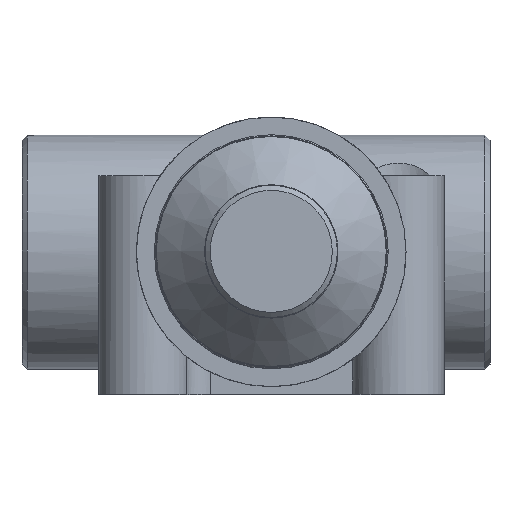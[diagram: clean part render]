
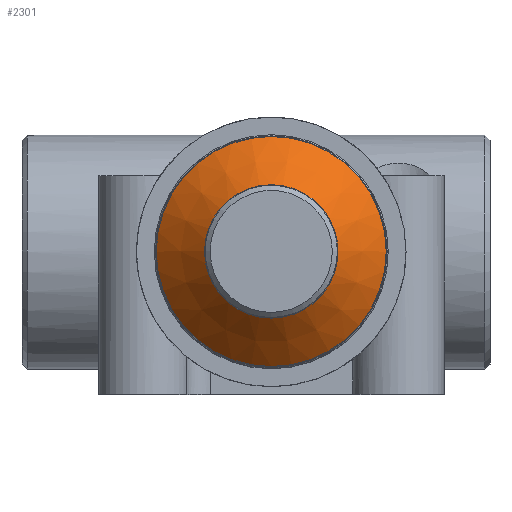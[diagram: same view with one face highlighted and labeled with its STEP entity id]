
A CAD part, top view. The second image highlights one B-rep face of the part: STEP entity #2301.
In plain terms, the highlighted conical face has half-angle 45 degrees and reference radius 17.862 mm.
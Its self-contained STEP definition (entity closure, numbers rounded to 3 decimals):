
#333=FACE_OUTER_BOUND('',#476,.T.);
#476=EDGE_LOOP('',(#1827,#1828,#1829,#1830,#1831,#1832));
#648=LINE('',#3907,#790);
#790=VECTOR('',#2929,17.862);
#899=CIRCLE('',#2490,13.117);
#900=CIRCLE('',#2491,13.117);
#901=CIRCLE('',#2493,22.608);
#902=CIRCLE('',#2494,22.608);
#1104=VERTEX_POINT('',#3897);
#1105=VERTEX_POINT('',#3899);
#1106=VERTEX_POINT('',#3903);
#1107=VERTEX_POINT('',#3904);
#1372=EDGE_CURVE('',#1105,#1104,#899,.T.);
#1373=EDGE_CURVE('',#1104,#1105,#900,.T.);
#1374=EDGE_CURVE('',#1106,#1107,#901,.T.);
#1375=EDGE_CURVE('',#1107,#1106,#902,.T.);
#1376=EDGE_CURVE('',#1107,#1104,#648,.T.);
#1827=ORIENTED_EDGE('',*,*,#1374,.F.);
#1828=ORIENTED_EDGE('',*,*,#1375,.F.);
#1829=ORIENTED_EDGE('',*,*,#1376,.T.);
#1830=ORIENTED_EDGE('',*,*,#1373,.T.);
#1831=ORIENTED_EDGE('',*,*,#1372,.T.);
#1832=ORIENTED_EDGE('',*,*,#1376,.F.);
#2234=CONICAL_SURFACE('',#2492,17.862,0.785);
#2301=ADVANCED_FACE('',(#333),#2234,.T.);
#2490=AXIS2_PLACEMENT_3D('',#3900,#2919,#2920);
#2491=AXIS2_PLACEMENT_3D('',#3901,#2921,#2922);
#2492=AXIS2_PLACEMENT_3D('',#3902,#2923,#2924);
#2493=AXIS2_PLACEMENT_3D('',#3905,#2925,#2926);
#2494=AXIS2_PLACEMENT_3D('',#3906,#2927,#2928);
#2919=DIRECTION('center_axis',(0.,0.,-1.));
#2920=DIRECTION('ref_axis',(1.,0.,0.));
#2921=DIRECTION('center_axis',(0.,0.,-1.));
#2922=DIRECTION('ref_axis',(1.,0.,0.));
#2923=DIRECTION('center_axis',(0.,0.,-1.));
#2924=DIRECTION('ref_axis',(-1.,0.,0.));
#2925=DIRECTION('center_axis',(0.,0.,-1.));
#2926=DIRECTION('ref_axis',(1.,0.,0.));
#2927=DIRECTION('center_axis',(0.,0.,-1.));
#2928=DIRECTION('ref_axis',(1.,0.,0.));
#2929=DIRECTION('',(-0.707,0.,0.707));
#3897=CARTESIAN_POINT('',(13.117,0.,86.383));
#3899=CARTESIAN_POINT('',(-13.117,0.,86.383));
#3900=CARTESIAN_POINT('Origin',(0.,0.,86.383));
#3901=CARTESIAN_POINT('Origin',(0.,0.,86.383));
#3902=CARTESIAN_POINT('Origin',(0.,0.,81.638));
#3903=CARTESIAN_POINT('',(-22.608,0.,76.892));
#3904=CARTESIAN_POINT('',(22.608,0.,76.892));
#3905=CARTESIAN_POINT('Origin',(0.,0.,76.892));
#3906=CARTESIAN_POINT('Origin',(0.,0.,76.892));
#3907=CARTESIAN_POINT('',(17.862,0.,81.638));
